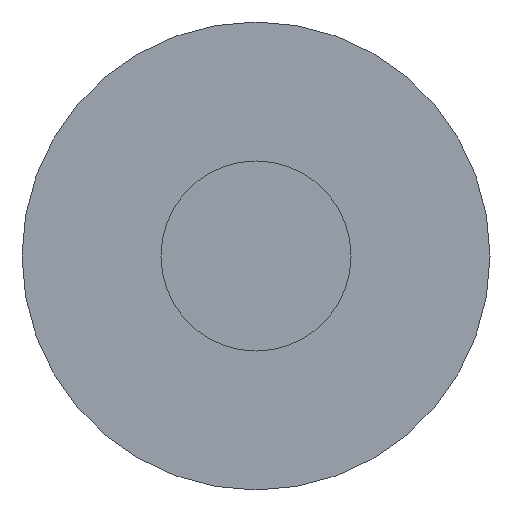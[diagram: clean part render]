
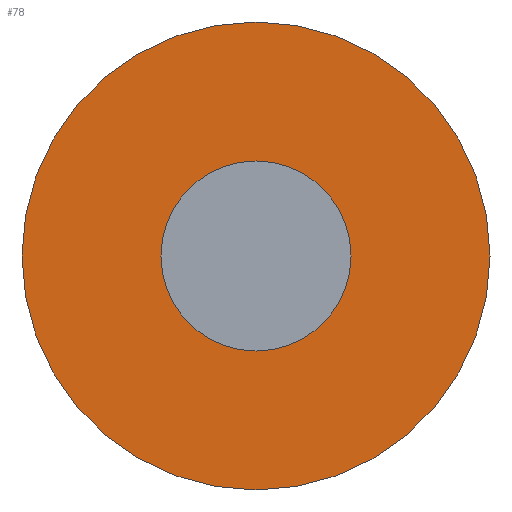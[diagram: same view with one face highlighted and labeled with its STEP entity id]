
A CAD part, front view. The second image highlights one B-rep face of the part: STEP entity #78.
In plain terms, the highlighted planar face has unit normal (0, -1, 0).
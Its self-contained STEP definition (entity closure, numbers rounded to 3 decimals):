
#52=FACE_BOUND('',#100,.T.);
#53=FACE_BOUND('',#101,.T.);
#78=ADVANCED_FACE('',(#52,#53),#91,.T.);
#91=PLANE('',#206);
#100=EDGE_LOOP('',(#126));
#101=EDGE_LOOP('',(#127));
#126=ORIENTED_EDGE('',*,*,#164,.F.);
#127=ORIENTED_EDGE('',*,*,#165,.T.);
#150=VERTEX_POINT('',#290);
#151=VERTEX_POINT('',#293);
#164=EDGE_CURVE('',#150,#150,#177,.T.);
#165=EDGE_CURVE('',#151,#151,#178,.T.);
#177=CIRCLE('',#203,0.65);
#178=CIRCLE('',#205,1.6);
#203=AXIS2_PLACEMENT_3D('',#289,#234,#235);
#205=AXIS2_PLACEMENT_3D('',#292,#238,#239);
#206=AXIS2_PLACEMENT_3D('',#294,#240,#241);
#234=DIRECTION('',(0.,-1.,0.));
#235=DIRECTION('',(-1.,0.,0.));
#238=DIRECTION('',(0.,-1.,0.));
#239=DIRECTION('',(-1.,0.,0.));
#240=DIRECTION('',(0.,-1.,0.));
#241=DIRECTION('',(0.,0.,1.));
#289=CARTESIAN_POINT('',(0.,0.,0.));
#290=CARTESIAN_POINT('',(-0.65,0.,0.));
#292=CARTESIAN_POINT('',(0.,0.,0.));
#293=CARTESIAN_POINT('',(-1.6,0.,0.));
#294=CARTESIAN_POINT('',(1.76,0.,-1.76));
